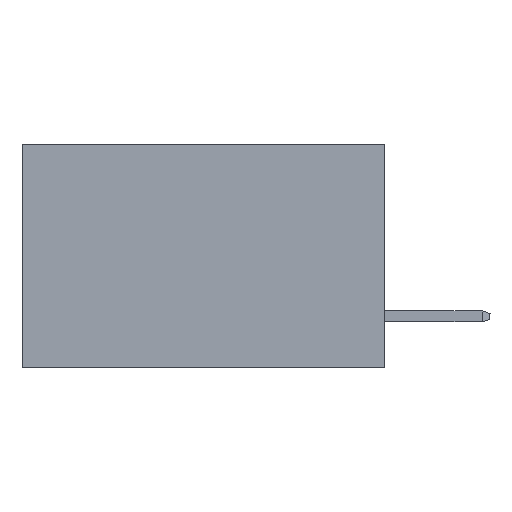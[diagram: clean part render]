
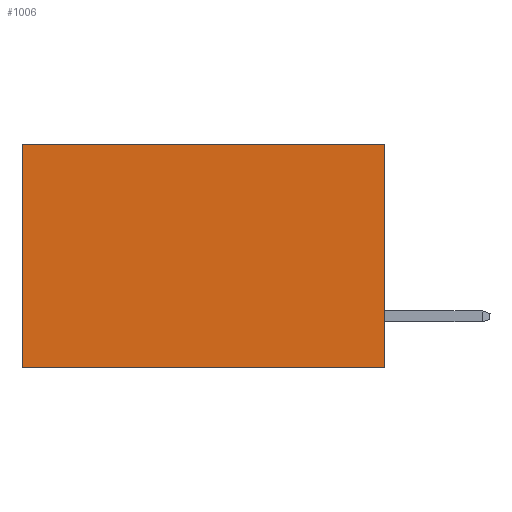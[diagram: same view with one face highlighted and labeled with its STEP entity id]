
A CAD part, left-side view. The second image highlights one B-rep face of the part: STEP entity #1006.
In plain terms, the highlighted planar face has unit normal (-1, 0, 0).
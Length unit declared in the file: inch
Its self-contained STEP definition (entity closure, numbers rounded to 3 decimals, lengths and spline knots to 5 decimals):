
#252 = DIRECTION ( 'NONE',  ( 0., 0., -1. ) ) ;
#1006 = ADVANCED_FACE ( 'NONE', ( #4994 ), #11014, .F. ) ;
#1146 = CARTESIAN_POINT ( 'NONE',  ( 0.2615, 0., -0.37 ) ) ;
#1196 = DIRECTION ( 'NONE',  ( 0., 1., 0. ) ) ;
#1243 = EDGE_CURVE ( 'NONE', #17968, #18128, #4853, .T. ) ;
#1352 = EDGE_LOOP ( 'NONE', ( #4547, #15088, #5668, #7661 ) ) ;
#2389 = LINE ( 'NONE', #4224, #14709 ) ;
#2507 = CARTESIAN_POINT ( 'NONE',  ( 0.2615, 0.6, -0.37 ) ) ;
#4224 = CARTESIAN_POINT ( 'NONE',  ( 0.2615, 0., 0. ) ) ;
#4547 = ORIENTED_EDGE ( 'NONE', *, *, #17088, .T. ) ;
#4853 = LINE ( 'NONE', #6405, #15421 ) ;
#4994 = FACE_OUTER_BOUND ( 'NONE', #1352, .T. ) ;
#5387 = VECTOR ( 'NONE', #8146, 39.37008 ) ;
#5668 = ORIENTED_EDGE ( 'NONE', *, *, #1243, .F. ) ;
#6352 = DIRECTION ( 'NONE',  ( 0., 0., -1. ) ) ;
#6405 = CARTESIAN_POINT ( 'NONE',  ( 0.2615, 0., -0.37 ) ) ;
#6739 = VERTEX_POINT ( 'NONE', #10099 ) ;
#7091 = DIRECTION ( 'NONE',  ( 0., 1., 0. ) ) ;
#7580 = CARTESIAN_POINT ( 'NONE',  ( 0.2615, 0., 0. ) ) ;
#7661 = ORIENTED_EDGE ( 'NONE', *, *, #13120, .T. ) ;
#7913 = CARTESIAN_POINT ( 'NONE',  ( 0.2615, 0., -0.37 ) ) ;
#8146 = DIRECTION ( 'NONE',  ( 0., 0., -1. ) ) ;
#9650 = DIRECTION ( 'NONE',  ( 1., 0., 0. ) ) ;
#10099 = CARTESIAN_POINT ( 'NONE',  ( 0.2615, 0.6, 0. ) ) ;
#10952 = VECTOR ( 'NONE', #7091, 39.37008 ) ;
#11014 = PLANE ( 'NONE',  #16576 ) ;
#12249 = EDGE_CURVE ( 'NONE', #18128, #12464, #16016, .T. ) ;
#12464 = VERTEX_POINT ( 'NONE', #13761 ) ;
#13120 = EDGE_CURVE ( 'NONE', #17968, #6739, #2389, .T. ) ;
#13761 = CARTESIAN_POINT ( 'NONE',  ( 0.2615, 0.6, -0.37 ) ) ;
#14254 = LINE ( 'NONE', #2507, #5387 ) ;
#14709 = VECTOR ( 'NONE', #1196, 39.37008 ) ;
#15088 = ORIENTED_EDGE ( 'NONE', *, *, #12249, .F. ) ;
#15327 = CARTESIAN_POINT ( 'NONE',  ( 0.2615, 0., -0.37 ) ) ;
#15421 = VECTOR ( 'NONE', #252, 39.37008 ) ;
#16016 = LINE ( 'NONE', #1146, #10952 ) ;
#16576 = AXIS2_PLACEMENT_3D ( 'NONE', #7913, #9650, #6352 ) ;
#17088 = EDGE_CURVE ( 'NONE', #6739, #12464, #14254, .T. ) ;
#17968 = VERTEX_POINT ( 'NONE', #7580 ) ;
#18128 = VERTEX_POINT ( 'NONE', #15327 ) ;
